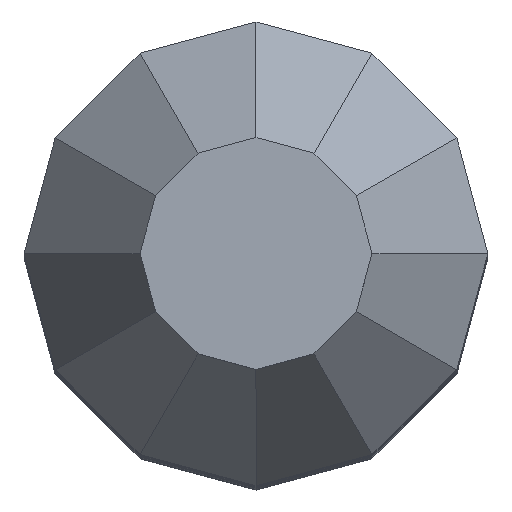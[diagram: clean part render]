
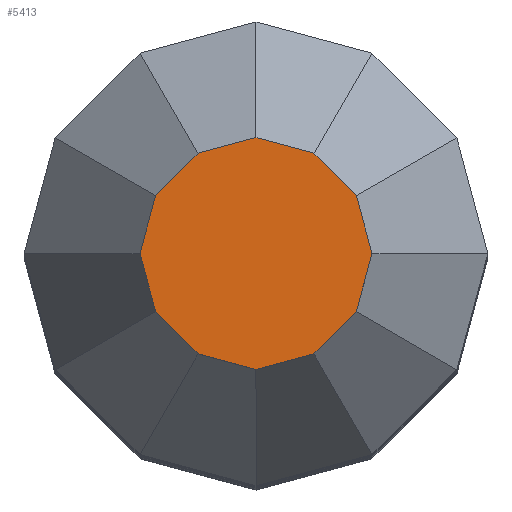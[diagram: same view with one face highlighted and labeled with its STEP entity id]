
A CAD part, top view. The second image highlights one B-rep face of the part: STEP entity #5413.
In plain terms, the highlighted planar face has unit normal (0, 0, 1).
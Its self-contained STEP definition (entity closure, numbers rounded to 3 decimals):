
#32=FACE_OUTER_BOUND('',#409,.T.);
#409=EDGE_LOOP('',(#3531,#3532,#3533,#3534,#3535,#3536,#3537,#3538,#3539,
#3540,#3541,#3542));
#778=LINE('',#7717,#1547);
#781=LINE('',#7723,#1550);
#784=LINE('',#7729,#1553);
#787=LINE('',#7735,#1556);
#790=LINE('',#7741,#1559);
#793=LINE('',#7747,#1562);
#796=LINE('',#7753,#1565);
#799=LINE('',#7759,#1568);
#802=LINE('',#7765,#1571);
#805=LINE('',#7771,#1574);
#808=LINE('',#7777,#1577);
#811=LINE('',#7781,#1580);
#1547=VECTOR('',#6186,10.);
#1550=VECTOR('',#6191,10.);
#1553=VECTOR('',#6196,10.);
#1556=VECTOR('',#6201,10.);
#1559=VECTOR('',#6206,10.);
#1562=VECTOR('',#6211,10.);
#1565=VECTOR('',#6216,10.);
#1568=VECTOR('',#6221,10.);
#1571=VECTOR('',#6226,10.);
#1574=VECTOR('',#6231,10.);
#1577=VECTOR('',#6236,10.);
#1580=VECTOR('',#6241,10.);
#2316=VERTEX_POINT('',#7714);
#2317=VERTEX_POINT('',#7716);
#2319=VERTEX_POINT('',#7722);
#2321=VERTEX_POINT('',#7728);
#2323=VERTEX_POINT('',#7734);
#2325=VERTEX_POINT('',#7740);
#2327=VERTEX_POINT('',#7746);
#2329=VERTEX_POINT('',#7752);
#2331=VERTEX_POINT('',#7758);
#2333=VERTEX_POINT('',#7764);
#2335=VERTEX_POINT('',#7770);
#2337=VERTEX_POINT('',#7776);
#2714=EDGE_CURVE('',#2317,#2316,#778,.T.);
#2717=EDGE_CURVE('',#2319,#2317,#781,.T.);
#2720=EDGE_CURVE('',#2321,#2319,#784,.T.);
#2723=EDGE_CURVE('',#2323,#2321,#787,.T.);
#2726=EDGE_CURVE('',#2325,#2323,#790,.T.);
#2729=EDGE_CURVE('',#2327,#2325,#793,.T.);
#2732=EDGE_CURVE('',#2329,#2327,#796,.T.);
#2735=EDGE_CURVE('',#2331,#2329,#799,.T.);
#2738=EDGE_CURVE('',#2333,#2331,#802,.T.);
#2741=EDGE_CURVE('',#2335,#2333,#805,.T.);
#2744=EDGE_CURVE('',#2337,#2335,#808,.T.);
#2747=EDGE_CURVE('',#2316,#2337,#811,.T.);
#3531=ORIENTED_EDGE('',*,*,#2747,.T.);
#3532=ORIENTED_EDGE('',*,*,#2744,.T.);
#3533=ORIENTED_EDGE('',*,*,#2741,.T.);
#3534=ORIENTED_EDGE('',*,*,#2738,.T.);
#3535=ORIENTED_EDGE('',*,*,#2735,.T.);
#3536=ORIENTED_EDGE('',*,*,#2732,.T.);
#3537=ORIENTED_EDGE('',*,*,#2729,.T.);
#3538=ORIENTED_EDGE('',*,*,#2726,.T.);
#3539=ORIENTED_EDGE('',*,*,#2723,.T.);
#3540=ORIENTED_EDGE('',*,*,#2720,.T.);
#3541=ORIENTED_EDGE('',*,*,#2717,.T.);
#3542=ORIENTED_EDGE('',*,*,#2714,.T.);
#5037=PLANE('',#5813);
#5413=ADVANCED_FACE('',(#32),#5037,.T.);
#5813=AXIS2_PLACEMENT_3D('',#7782,#6242,#6243);
#6186=DIRECTION('',(0.259,0.966,0.));
#6191=DIRECTION('',(0.707,0.707,0.));
#6196=DIRECTION('',(0.966,0.259,0.));
#6201=DIRECTION('',(0.966,-0.259,0.));
#6206=DIRECTION('',(0.707,-0.707,0.));
#6211=DIRECTION('',(0.259,-0.966,0.));
#6216=DIRECTION('',(-0.259,-0.966,0.));
#6221=DIRECTION('',(-0.707,-0.707,0.));
#6226=DIRECTION('',(-0.966,-0.259,0.));
#6231=DIRECTION('',(-0.966,0.259,0.));
#6236=DIRECTION('',(-0.707,0.707,0.));
#6241=DIRECTION('',(-0.259,0.966,0.));
#6242=DIRECTION('center_axis',(0.,0.,1.));
#6243=DIRECTION('ref_axis',(1.,0.,0.));
#7714=CARTESIAN_POINT('',(6.,0.,139.));
#7716=CARTESIAN_POINT('',(5.196,-3.,139.));
#7717=CARTESIAN_POINT('',(5.196,-3.,139.));
#7722=CARTESIAN_POINT('',(3.,-5.196,139.));
#7723=CARTESIAN_POINT('',(3.,-5.196,139.));
#7728=CARTESIAN_POINT('',(0.,-6.,139.));
#7729=CARTESIAN_POINT('',(0.,-6.,139.));
#7734=CARTESIAN_POINT('',(-3.,-5.196,139.));
#7735=CARTESIAN_POINT('',(-3.,-5.196,139.));
#7740=CARTESIAN_POINT('',(-5.196,-3.,139.));
#7741=CARTESIAN_POINT('',(-5.196,-3.,139.));
#7746=CARTESIAN_POINT('',(-6.,0.,139.));
#7747=CARTESIAN_POINT('',(-6.,0.,139.));
#7752=CARTESIAN_POINT('',(-5.196,3.,139.));
#7753=CARTESIAN_POINT('',(-5.196,3.,139.));
#7758=CARTESIAN_POINT('',(-3.,5.196,139.));
#7759=CARTESIAN_POINT('',(-3.,5.196,139.));
#7764=CARTESIAN_POINT('',(0.,6.,139.));
#7765=CARTESIAN_POINT('',(0.,6.,139.));
#7770=CARTESIAN_POINT('',(3.,5.196,139.));
#7771=CARTESIAN_POINT('',(3.,5.196,139.));
#7776=CARTESIAN_POINT('',(5.196,3.,139.));
#7777=CARTESIAN_POINT('',(5.196,3.,139.));
#7781=CARTESIAN_POINT('',(6.,0.,139.));
#7782=CARTESIAN_POINT('Origin',(0.,0.,
139.));
